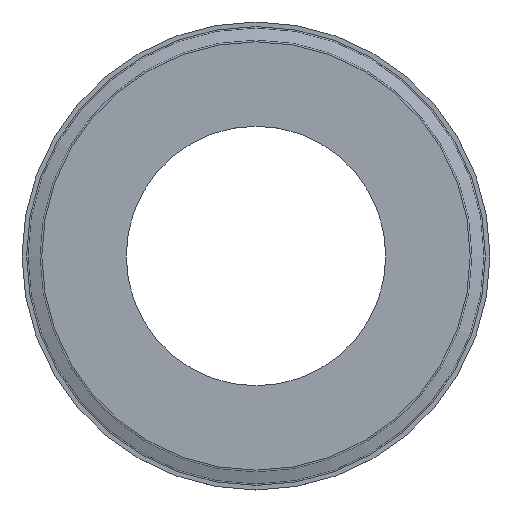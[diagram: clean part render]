
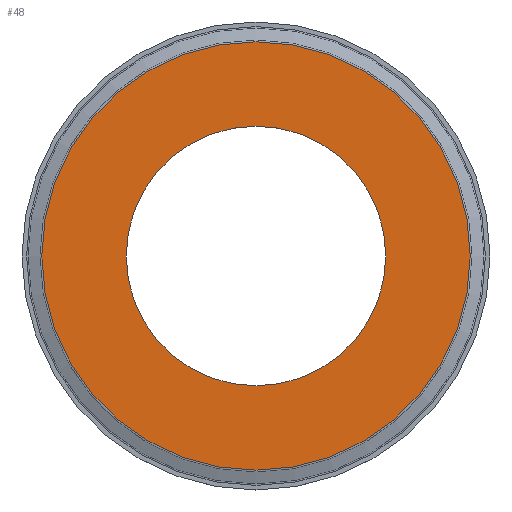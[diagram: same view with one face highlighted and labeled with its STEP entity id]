
A CAD part, top view. The second image highlights one B-rep face of the part: STEP entity #48.
In plain terms, the highlighted planar face has unit normal (0, 0, 1).
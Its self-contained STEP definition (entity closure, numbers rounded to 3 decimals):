
#48=ADVANCED_FACE('',(#156,#158),#160,.T.);
#156=FACE_BOUND('',#157,.T.);
#157=EDGE_LOOP('',(#264));
#158=FACE_BOUND('',#159,.T.);
#159=EDGE_LOOP('',(#265));
#160=PLANE('',#161);
#161=AXIS2_PLACEMENT_3D('',#162,#163,#164);
#162=CARTESIAN_POINT('',(0.,0.,1.2));
#163=DIRECTION('',(0.,0.,1.));
#164=DIRECTION('',(1.,0.,0.));
#264=ORIENTED_EDGE('',*,*,#288,.T.);
#265=ORIENTED_EDGE('',*,*,#289,.T.);
#288=EDGE_CURVE('',#300,#300,#301,.T.);
#289=EDGE_CURVE('',#302,#302,#303,.F.);
#300=VERTEX_POINT('',#324);
#301=CIRCLE('',#325,21.786);
#302=VERTEX_POINT('',#329);
#303=CIRCLE('',#330,13.2);
#324=CARTESIAN_POINT('',(21.786,0.,1.2));
#325=AXIS2_PLACEMENT_3D('',#326,#327,#328);
#326=CARTESIAN_POINT('',(0.,0.,1.2));
#327=DIRECTION('',(0.,0.,1.));
#328=DIRECTION('',(1.,0.,0.));
#329=CARTESIAN_POINT('',(13.2,0.,1.2));
#330=AXIS2_PLACEMENT_3D('',#331,#332,#333);
#331=CARTESIAN_POINT('',(0.,0.,1.2));
#332=DIRECTION('',(0.,0.,1.));
#333=DIRECTION('',(1.,0.,0.));
